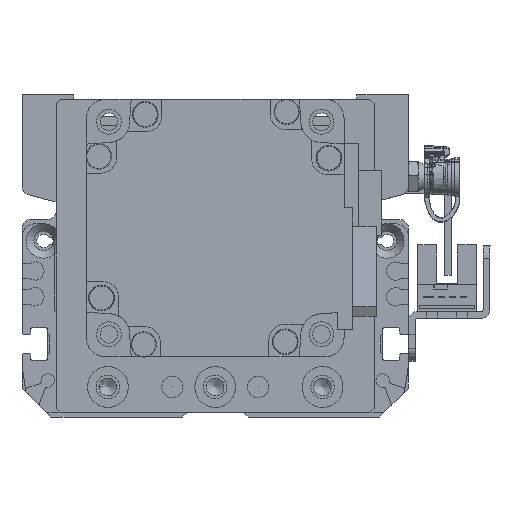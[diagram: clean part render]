
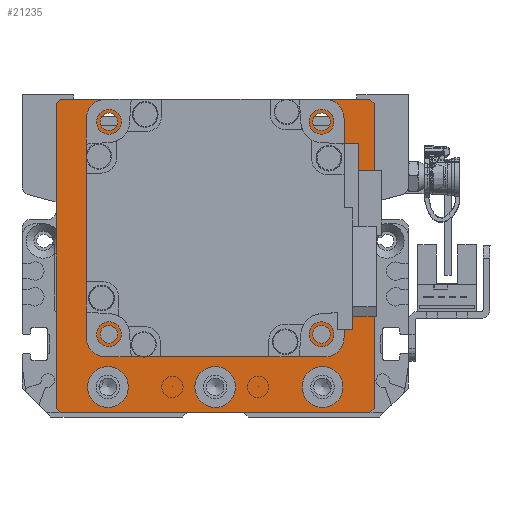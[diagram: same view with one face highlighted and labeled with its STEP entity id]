
A CAD part, left-side view. The second image highlights one B-rep face of the part: STEP entity #21235.
In plain terms, the highlighted face is planar.
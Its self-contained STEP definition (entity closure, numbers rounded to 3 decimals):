
#840=FACE_BOUND('',#3564,.T.);
#841=FACE_BOUND('',#3565,.T.);
#842=FACE_BOUND('',#3566,.T.);
#843=FACE_BOUND('',#3567,.T.);
#844=FACE_BOUND('',#3568,.T.);
#845=FACE_BOUND('',#3569,.T.);
#846=FACE_BOUND('',#3570,.T.);
#847=FACE_BOUND('',#3571,.T.);
#1257=PLANE('',#23507);
#2158=FACE_OUTER_BOUND('',#3563,.T.);
#3563=EDGE_LOOP('',(#17412,#17413,#17414,#17415,#17416,#17417,#17418,#17419));
#3564=EDGE_LOOP('',(#17420));
#3565=EDGE_LOOP('',(#17421));
#3566=EDGE_LOOP('',(#17422));
#3567=EDGE_LOOP('',(#17423));
#3568=EDGE_LOOP('',(#17424));
#3569=EDGE_LOOP('',(#17425));
#3570=EDGE_LOOP('',(#17426));
#3571=EDGE_LOOP('',(#17427));
#5203=LINE('',#34934,#6972);
#5209=LINE('',#34945,#6978);
#5216=LINE('',#34980,#6985);
#5219=LINE('',#34985,#6988);
#5225=LINE('',#35006,#6994);
#5228=LINE('',#35011,#6997);
#5229=LINE('',#35014,#6998);
#5237=LINE('',#35053,#7006);
#6972=VECTOR('',#28011,10.);
#6978=VECTOR('',#28019,10.);
#6985=VECTOR('',#28050,10.);
#6988=VECTOR('',#28055,10.);
#6994=VECTOR('',#28079,10.);
#6997=VECTOR('',#28084,10.);
#6998=VECTOR('',#28087,10.);
#7006=VECTOR('',#28137,10.);
#8407=CIRCLE('',#23476,4.75);
#8410=CIRCLE('',#23482,4.75);
#8413=CIRCLE('',#23488,4.75);
#8415=CIRCLE('',#23494,2.067);
#8416=CIRCLE('',#23496,2.067);
#8417=CIRCLE('',#23498,2.067);
#8418=CIRCLE('',#23500,2.067);
#8421=CIRCLE('',#23505,25.);
#10002=VERTEX_POINT('',#34932);
#10003=VERTEX_POINT('',#34933);
#10007=VERTEX_POINT('',#34943);
#10023=VERTEX_POINT('',#34979);
#10024=VERTEX_POINT('',#34983);
#10030=VERTEX_POINT('',#35005);
#10031=VERTEX_POINT('',#35009);
#10032=VERTEX_POINT('',#35013);
#10035=VERTEX_POINT('',#35022);
#10038=VERTEX_POINT('',#35033);
#10041=VERTEX_POINT('',#35044);
#10043=VERTEX_POINT('',#35055);
#10044=VERTEX_POINT('',#35059);
#10045=VERTEX_POINT('',#35063);
#10046=VERTEX_POINT('',#35067);
#10049=VERTEX_POINT('',#35076);
#12581=EDGE_CURVE('',#10002,#10003,#5203,.T.);
#12587=EDGE_CURVE('',#10002,#10007,#5209,.T.);
#12604=EDGE_CURVE('',#10023,#10007,#5216,.T.);
#12607=EDGE_CURVE('',#10023,#10024,#5219,.T.);
#12616=EDGE_CURVE('',#10030,#10024,#5225,.T.);
#12619=EDGE_CURVE('',#10030,#10031,#5228,.T.);
#12620=EDGE_CURVE('',#10032,#10031,#5229,.T.);
#12624=EDGE_CURVE('',#10035,#10035,#8407,.T.);
#12629=EDGE_CURVE('',#10038,#10038,#8410,.T.);
#12634=EDGE_CURVE('',#10041,#10041,#8413,.T.);
#12638=EDGE_CURVE('',#10032,#10003,#5237,.T.);
#12639=EDGE_CURVE('',#10043,#10043,#8415,.T.);
#12641=EDGE_CURVE('',#10044,#10044,#8416,.T.);
#12643=EDGE_CURVE('',#10045,#10045,#8417,.T.);
#12645=EDGE_CURVE('',#10046,#10046,#8418,.T.);
#12649=EDGE_CURVE('',#10049,#10049,#8421,.T.);
#17412=ORIENTED_EDGE('',*,*,#12581,.F.);
#17413=ORIENTED_EDGE('',*,*,#12587,.T.);
#17414=ORIENTED_EDGE('',*,*,#12604,.F.);
#17415=ORIENTED_EDGE('',*,*,#12607,.T.);
#17416=ORIENTED_EDGE('',*,*,#12616,.F.);
#17417=ORIENTED_EDGE('',*,*,#12619,.T.);
#17418=ORIENTED_EDGE('',*,*,#12620,.F.);
#17419=ORIENTED_EDGE('',*,*,#12638,.T.);
#17420=ORIENTED_EDGE('',*,*,#12624,.T.);
#17421=ORIENTED_EDGE('',*,*,#12629,.T.);
#17422=ORIENTED_EDGE('',*,*,#12634,.T.);
#17423=ORIENTED_EDGE('',*,*,#12639,.T.);
#17424=ORIENTED_EDGE('',*,*,#12641,.T.);
#17425=ORIENTED_EDGE('',*,*,#12643,.T.);
#17426=ORIENTED_EDGE('',*,*,#12645,.T.);
#17427=ORIENTED_EDGE('',*,*,#12649,.T.);
#21235=ADVANCED_FACE('',(#2158,#840,#841,#842,#843,#844,#845,#846,#847),
#1257,.T.);
#23476=AXIS2_PLACEMENT_3D('',#35023,#28097,#28098);
#23482=AXIS2_PLACEMENT_3D('',#35034,#28111,#28112);
#23488=AXIS2_PLACEMENT_3D('',#35045,#28125,#28126);
#23494=AXIS2_PLACEMENT_3D('',#35056,#28140,#28141);
#23496=AXIS2_PLACEMENT_3D('',#35060,#28145,#28146);
#23498=AXIS2_PLACEMENT_3D('',#35064,#28150,#28151);
#23500=AXIS2_PLACEMENT_3D('',#35068,#28155,#28156);
#23505=AXIS2_PLACEMENT_3D('',#35077,#28166,#28167);
#23507=AXIS2_PLACEMENT_3D('',#35081,#28172,#28173);
#28011=DIRECTION('',(0.707,-0.707,0.));
#28019=DIRECTION('',(-1.,0.,0.));
#28050=DIRECTION('',(0.707,0.707,0.));
#28055=DIRECTION('',(0.,-1.,0.));
#28079=DIRECTION('',(-0.707,0.707,0.));
#28084=DIRECTION('',(1.,0.,0.));
#28087=DIRECTION('',(-0.707,-0.707,0.));
#28097=DIRECTION('center_axis',(0.,0.,-1.));
#28098=DIRECTION('ref_axis',(1.,0.,0.));
#28111=DIRECTION('center_axis',(0.,0.,-1.));
#28112=DIRECTION('ref_axis',(1.,0.,0.));
#28125=DIRECTION('center_axis',(0.,0.,-1.));
#28126=DIRECTION('ref_axis',(1.,0.,0.));
#28137=DIRECTION('',(0.,1.,0.));
#28140=DIRECTION('center_axis',(0.,0.,-1.));
#28141=DIRECTION('ref_axis',(1.,0.,0.));
#28145=DIRECTION('center_axis',(0.,0.,-1.));
#28146=DIRECTION('ref_axis',(1.,0.,0.));
#28150=DIRECTION('center_axis',(0.,0.,-1.));
#28151=DIRECTION('ref_axis',(1.,0.,0.));
#28155=DIRECTION('center_axis',(0.,0.,-1.));
#28156=DIRECTION('ref_axis',(1.,0.,0.));
#28166=DIRECTION('center_axis',(0.,0.,-1.));
#28167=DIRECTION('ref_axis',(1.,0.,0.));
#28172=DIRECTION('center_axis',(0.,0.,1.));
#28173=DIRECTION('ref_axis',(1.,0.,0.));
#34932=CARTESIAN_POINT('',(36.,37.5,59.));
#34933=CARTESIAN_POINT('',(37.,36.5,59.));
#34934=CARTESIAN_POINT('',(36.625,36.875,59.));
#34943=CARTESIAN_POINT('',(-36.,37.5,59.));
#34945=CARTESIAN_POINT('',(37.,37.5,59.));
#34979=CARTESIAN_POINT('',(-37.,36.5,59.));
#34980=CARTESIAN_POINT('',(-36.625,36.875,59.));
#34983=CARTESIAN_POINT('',(-37.,-34.5,59.));
#34985=CARTESIAN_POINT('',(-37.,35.5,59.));
#35005=CARTESIAN_POINT('',(-36.,-35.5,59.));
#35006=CARTESIAN_POINT('',(-36.125,-35.375,59.));
#35009=CARTESIAN_POINT('',(36.,-35.5,59.));
#35011=CARTESIAN_POINT('',(-37.,-35.5,59.));
#35013=CARTESIAN_POINT('',(37.,-34.5,59.));
#35014=CARTESIAN_POINT('',(36.125,-35.375,59.));
#35022=CARTESIAN_POINT('',(-29.75,-29.5,59.));
#35023=CARTESIAN_POINT('Origin',(-25.,-29.5,59.));
#35033=CARTESIAN_POINT('',(-4.75,-29.5,59.));
#35034=CARTESIAN_POINT('Origin',(0.,-29.5,59.));
#35044=CARTESIAN_POINT('',(20.25,-29.5,59.));
#35045=CARTESIAN_POINT('Origin',(25.,-29.5,59.));
#35053=CARTESIAN_POINT('',(37.,-35.5,59.));
#35055=CARTESIAN_POINT('',(-26.816,-17.249,59.));
#35056=CARTESIAN_POINT('Origin',(-24.749,-17.249,59.));
#35059=CARTESIAN_POINT('',(-26.816,32.249,59.));
#35060=CARTESIAN_POINT('Origin',(-24.749,32.249,59.));
#35063=CARTESIAN_POINT('',(22.682,32.249,59.));
#35064=CARTESIAN_POINT('Origin',(24.749,32.249,59.));
#35067=CARTESIAN_POINT('',(22.682,-17.249,59.));
#35068=CARTESIAN_POINT('Origin',(24.749,-17.249,59.));
#35076=CARTESIAN_POINT('',(-25.,7.5,59.));
#35077=CARTESIAN_POINT('Origin',(0.,7.5,59.));
#35081=CARTESIAN_POINT('Origin',(0.,0.,
59.));
